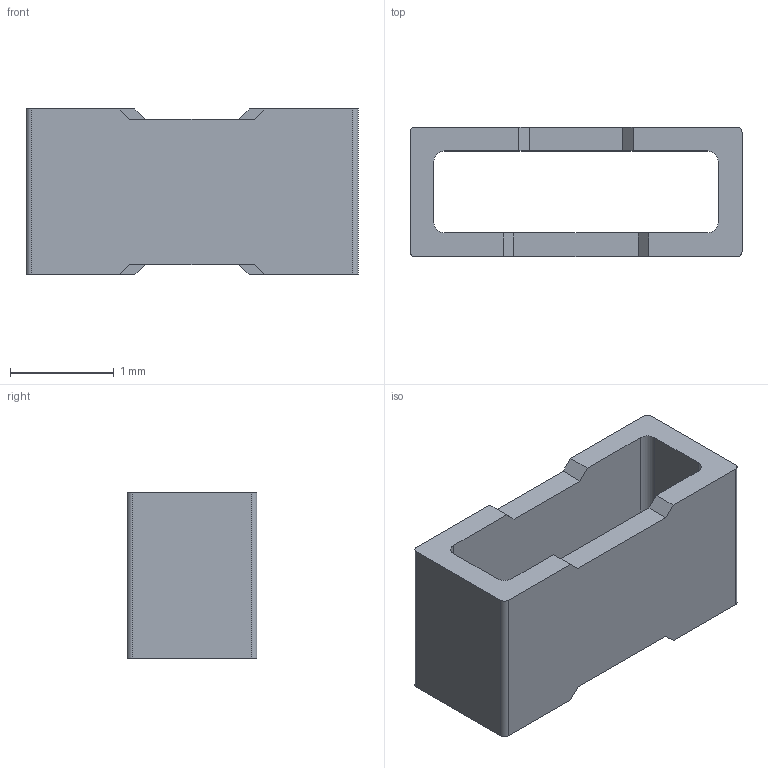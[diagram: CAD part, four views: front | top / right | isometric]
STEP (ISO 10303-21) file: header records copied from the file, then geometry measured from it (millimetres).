
FILE_DESCRIPTION((''),'2;1');
FILE_NAME('C-1625854-1','2015-03-19T',('workeradm'),('Tyco Electronics Ltd.'),'PRO/ENGINEER BY PARAMETRIC TECHNOLOGY CORPORATION, 2014090','PRO/ENGINEER BY PARAMETRIC TECHNOLOGY CORPORATION, 2014090','');
FILE_SCHEMA(('AUTOMOTIVE_DESIGN { 1 0 10303 214 1 1 1 1 }'));
Length unit declared in the file: millimetre
Products named in the file (1): C-1625854-1
Bounding box: 3.2 x 1.25 x 1.6 mm (x, y, z)
Volume: 2.8 mm3; surface area: 28 mm2
Topology: 1 solids, 1 shells, 32 faces, 96 edges, 64 vertices
Faces by surface type: plane 24, cylinder 8
Entity records: 1256 total; most frequent: CARTESIAN_POINT 194, ORIENTED_EDGE 192, DIRECTION 176, COLOUR_RGB 126, EDGE_CURVE 96, VECTOR 80, LINE 80, VERTEX_POINT 64
